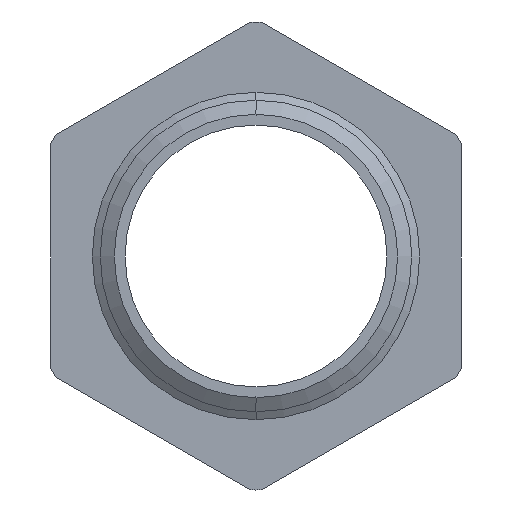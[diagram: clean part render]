
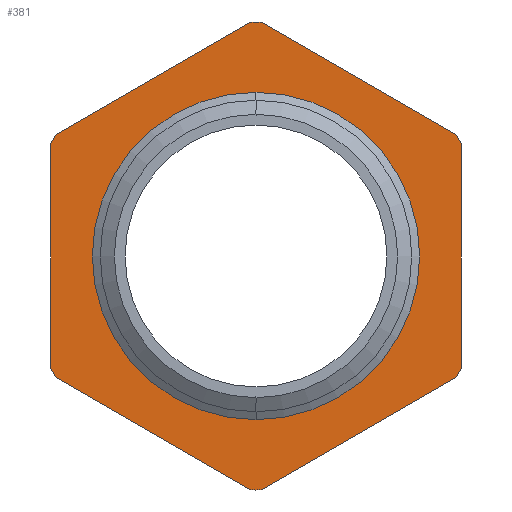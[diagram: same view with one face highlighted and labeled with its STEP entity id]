
A CAD part, front view. The second image highlights one B-rep face of the part: STEP entity #381.
In plain terms, the highlighted planar face has unit normal (0, -1, 0).
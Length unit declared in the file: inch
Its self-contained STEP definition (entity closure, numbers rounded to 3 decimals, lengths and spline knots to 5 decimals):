
#88 = VERTEX_POINT ( 'NONE', #1002 ) ;
#90 = EDGE_CURVE ( 'NONE', #91, #88, #1001, .T. ) ;
#91 = VERTEX_POINT ( 'NONE', #996 ) ;
#349 = VERTEX_POINT ( 'NONE', #1498 ) ;
#350 = EDGE_CURVE ( 'NONE', #479, #558, #1497, .T. ) ;
#351 = ORIENTED_EDGE ( 'NONE', *, *, #478, .F. ) ;
#352 = EDGE_LOOP ( 'NONE', ( #353, #357, #362, #367, #410, #416, #423, #429, #466, #471, #390, #392, #398 ) ) ;
#353 = ORIENTED_EDGE ( 'NONE', *, *, #354, .T. ) ;
#354 = EDGE_CURVE ( 'NONE', #355, #356, #1492, .T. ) ;
#355 = VERTEX_POINT ( 'NONE', #1487 ) ;
#356 = VERTEX_POINT ( 'NONE', #1549 ) ;
#357 = ORIENTED_EDGE ( 'NONE', *, *, #358, .T. ) ;
#358 = EDGE_CURVE ( 'NONE', #356, #360, #1548, .T. ) ;
#360 = VERTEX_POINT ( 'NONE', #1544 ) ;
#362 = ORIENTED_EDGE ( 'NONE', *, *, #365, .T. ) ;
#365 = EDGE_CURVE ( 'NONE', #360, #366, #1537, .T. ) ;
#366 = VERTEX_POINT ( 'NONE', #1528 ) ;
#367 = ORIENTED_EDGE ( 'NONE', *, *, #368, .T. ) ;
#368 = EDGE_CURVE ( 'NONE', #366, #369, #1527, .T. ) ;
#369 = VERTEX_POINT ( 'NONE', #1523 ) ;
#381 = ADVANCED_FACE ( 'NONE', ( #1562, #1561 ), #1560, .T. ) ;
#382 = EDGE_LOOP ( 'NONE', ( #383, #351 ) ) ;
#383 = ORIENTED_EDGE ( 'NONE', *, *, #350, .F. ) ;
#390 = ORIENTED_EDGE ( 'NONE', *, *, #90, .T. ) ;
#392 = ORIENTED_EDGE ( 'NONE', *, *, #394, .T. ) ;
#394 = EDGE_CURVE ( 'NONE', #88, #396, #1606, .T. ) ;
#396 = VERTEX_POINT ( 'NONE', #1597 ) ;
#398 = ORIENTED_EDGE ( 'NONE', *, *, #400, .T. ) ;
#400 = EDGE_CURVE ( 'NONE', #396, #355, #1595, .T. ) ;
#410 = ORIENTED_EDGE ( 'NONE', *, *, #413, .T. ) ;
#413 = EDGE_CURVE ( 'NONE', #369, #414, #1633, .T. ) ;
#414 = VERTEX_POINT ( 'NONE', #1628 ) ;
#416 = ORIENTED_EDGE ( 'NONE', *, *, #419, .T. ) ;
#419 = EDGE_CURVE ( 'NONE', #414, #420, #1621, .T. ) ;
#420 = VERTEX_POINT ( 'NONE', #1617 ) ;
#423 = ORIENTED_EDGE ( 'NONE', *, *, #425, .T. ) ;
#425 = EDGE_CURVE ( 'NONE', #420, #427, #1670, .T. ) ;
#427 = VERTEX_POINT ( 'NONE', #1665 ) ;
#429 = ORIENTED_EDGE ( 'NONE', *, *, #432, .T. ) ;
#432 = EDGE_CURVE ( 'NONE', #427, #433, #1658, .T. ) ;
#433 = VERTEX_POINT ( 'NONE', #1654 ) ;
#466 = ORIENTED_EDGE ( 'NONE', *, *, #468, .T. ) ;
#468 = EDGE_CURVE ( 'NONE', #433, #349, #1713, .T. ) ;
#471 = ORIENTED_EDGE ( 'NONE', *, *, #473, .T. ) ;
#473 = EDGE_CURVE ( 'NONE', #349, #91, #1764, .T. ) ;
#478 = EDGE_CURVE ( 'NONE', #558, #479, #1750, .T. ) ;
#479 = VERTEX_POINT ( 'NONE', #1745 ) ;
#558 = VERTEX_POINT ( 'NONE', #1909 ) ;
#996 = CARTESIAN_POINT ( 'NONE',  ( -0.01026, 0.23755, -0.45018 ) ) ;
#997 = DIRECTION ( 'NONE',  ( 0., 0., -1. ) ) ;
#998 = DIRECTION ( 'NONE',  ( 0., -1., 0. ) ) ;
#999 = CARTESIAN_POINT ( 'NONE',  ( 0., 0.23755, 0. ) ) ;
#1000 = AXIS2_PLACEMENT_3D ( 'NONE', #999, #998, #997 ) ;
#1001 = CIRCLE ( 'NONE', #1000, 0.4503 ) ;
#1002 = CARTESIAN_POINT ( 'NONE',  ( 0., 0.23755, -0.4503 ) ) ;
#1487 = CARTESIAN_POINT ( 'NONE',  ( 0.38474, 0.23755, -0.23398 ) ) ;
#1488 = DIRECTION ( 'NONE',  ( 0., 0., -1. ) ) ;
#1489 = DIRECTION ( 'NONE',  ( 0., -1., 0. ) ) ;
#1490 = CARTESIAN_POINT ( 'NONE',  ( 0., 0.23755, 0. ) ) ;
#1491 = AXIS2_PLACEMENT_3D ( 'NONE', #1490, #1489, #1488 ) ;
#1492 = CIRCLE ( 'NONE', #1491, 0.4503 ) ;
#1493 = DIRECTION ( 'NONE',  ( 0., 0., -1. ) ) ;
#1494 = DIRECTION ( 'NONE',  ( 0., -1., 0. ) ) ;
#1495 = CARTESIAN_POINT ( 'NONE',  ( 0., 0.23755, 0. ) ) ;
#1496 = AXIS2_PLACEMENT_3D ( 'NONE', #1495, #1494, #1493 ) ;
#1497 = CIRCLE ( 'NONE', #1496, 0.315 ) ;
#1498 = CARTESIAN_POINT ( 'NONE',  ( -0.38474, 0.23755, -0.23398 ) ) ;
#1523 = CARTESIAN_POINT ( 'NONE',  ( 0.01026, 0.23755, 0.45018 ) ) ;
#1524 = DIRECTION ( 'NONE',  ( -0.866, 0., 0.5 ) ) ;
#1525 = VECTOR ( 'NONE', #1524, 39.37008 ) ;
#1526 = CARTESIAN_POINT ( 'NONE',  ( 0.395, 0.23755, 0.22805 ) ) ;
#1527 = LINE ( 'NONE', #1526, #1525 ) ;
#1528 = CARTESIAN_POINT ( 'NONE',  ( 0.38474, 0.23755, 0.23398 ) ) ;
#1529 = DIRECTION ( 'NONE',  ( 0., 0., -1. ) ) ;
#1530 = DIRECTION ( 'NONE',  ( 0., -1., 0. ) ) ;
#1531 = CARTESIAN_POINT ( 'NONE',  ( 0., 0.23755, 0. ) ) ;
#1532 = AXIS2_PLACEMENT_3D ( 'NONE', #1531, #1530, #1529 ) ;
#1537 = CIRCLE ( 'NONE', #1532, 0.4503 ) ;
#1544 = CARTESIAN_POINT ( 'NONE',  ( 0.395, 0.23755, 0.21621 ) ) ;
#1545 = DIRECTION ( 'NONE',  ( 0., 0., 1. ) ) ;
#1546 = VECTOR ( 'NONE', #1545, 39.37008 ) ;
#1547 = CARTESIAN_POINT ( 'NONE',  ( 0.395, 0.23755, -0.22805 ) ) ;
#1548 = LINE ( 'NONE', #1547, #1546 ) ;
#1549 = CARTESIAN_POINT ( 'NONE',  ( 0.395, 0.23755, -0.21621 ) ) ;
#1555 = DIRECTION ( 'NONE',  ( 0., 0., -1. ) ) ;
#1556 = DIRECTION ( 'NONE',  ( 0., -1., 0. ) ) ;
#1557 = AXIS2_PLACEMENT_3D ( 'NONE', #1559, #1556, #1555 ) ;
#1559 = CARTESIAN_POINT ( 'NONE',  ( 0.315, 0.23755, 0. ) ) ;
#1560 = PLANE ( 'NONE',  #1557 ) ;
#1561 = FACE_OUTER_BOUND ( 'NONE', #352, .T. ) ;
#1562 = FACE_BOUND ( 'NONE', #382, .T. ) ;
#1592 = DIRECTION ( 'NONE',  ( 0.866, 0., 0.5 ) ) ;
#1593 = VECTOR ( 'NONE', #1592, 39.37008 ) ;
#1594 = CARTESIAN_POINT ( 'NONE',  ( 0., 0.23755, -0.45611 ) ) ;
#1595 = LINE ( 'NONE', #1594, #1593 ) ;
#1597 = CARTESIAN_POINT ( 'NONE',  ( 0.01026, 0.23755, -0.45018 ) ) ;
#1602 = DIRECTION ( 'NONE',  ( 0., 0., -1. ) ) ;
#1603 = DIRECTION ( 'NONE',  ( 0., -1., 0. ) ) ;
#1604 = CARTESIAN_POINT ( 'NONE',  ( 0., 0.23755, 0. ) ) ;
#1605 = AXIS2_PLACEMENT_3D ( 'NONE', #1604, #1603, #1602 ) ;
#1606 = CIRCLE ( 'NONE', #1605, 0.4503 ) ;
#1617 = CARTESIAN_POINT ( 'NONE',  ( -0.38474, 0.23755, 0.23398 ) ) ;
#1618 = DIRECTION ( 'NONE',  ( -0.866, 0., -0.5 ) ) ;
#1619 = VECTOR ( 'NONE', #1618, 39.37008 ) ;
#1620 = CARTESIAN_POINT ( 'NONE',  ( 0., 0.23755, 0.45611 ) ) ;
#1621 = LINE ( 'NONE', #1620, #1619 ) ;
#1628 = CARTESIAN_POINT ( 'NONE',  ( -0.01026, 0.23755, 0.45018 ) ) ;
#1629 = DIRECTION ( 'NONE',  ( 0., 0., -1. ) ) ;
#1630 = DIRECTION ( 'NONE',  ( 0., -1., 0. ) ) ;
#1631 = CARTESIAN_POINT ( 'NONE',  ( 0., 0.23755, 0. ) ) ;
#1632 = AXIS2_PLACEMENT_3D ( 'NONE', #1631, #1630, #1629 ) ;
#1633 = CIRCLE ( 'NONE', #1632, 0.4503 ) ;
#1654 = CARTESIAN_POINT ( 'NONE',  ( -0.395, 0.23755, -0.21621 ) ) ;
#1655 = DIRECTION ( 'NONE',  ( 0., 0., -1. ) ) ;
#1656 = VECTOR ( 'NONE', #1655, 39.37008 ) ;
#1657 = CARTESIAN_POINT ( 'NONE',  ( -0.395, 0.23755, 0.22805 ) ) ;
#1658 = LINE ( 'NONE', #1657, #1656 ) ;
#1665 = CARTESIAN_POINT ( 'NONE',  ( -0.395, 0.23755, 0.21621 ) ) ;
#1666 = DIRECTION ( 'NONE',  ( 0., 0., -1. ) ) ;
#1667 = DIRECTION ( 'NONE',  ( 0., -1., 0. ) ) ;
#1668 = CARTESIAN_POINT ( 'NONE',  ( 0., 0.23755, 0. ) ) ;
#1669 = AXIS2_PLACEMENT_3D ( 'NONE', #1668, #1667, #1666 ) ;
#1670 = CIRCLE ( 'NONE', #1669, 0.4503 ) ;
#1709 = DIRECTION ( 'NONE',  ( 0., 0., -1. ) ) ;
#1710 = DIRECTION ( 'NONE',  ( 0., -1., 0. ) ) ;
#1711 = CARTESIAN_POINT ( 'NONE',  ( 0., 0.23755, 0. ) ) ;
#1712 = AXIS2_PLACEMENT_3D ( 'NONE', #1711, #1710, #1709 ) ;
#1713 = CIRCLE ( 'NONE', #1712, 0.4503 ) ;
#1745 = CARTESIAN_POINT ( 'NONE',  ( 0., 0.23755, 0.315 ) ) ;
#1746 = DIRECTION ( 'NONE',  ( 0., 0., -1. ) ) ;
#1747 = DIRECTION ( 'NONE',  ( 0., -1., 0. ) ) ;
#1748 = CARTESIAN_POINT ( 'NONE',  ( 0., 0.23755, 0. ) ) ;
#1749 = AXIS2_PLACEMENT_3D ( 'NONE', #1748, #1747, #1746 ) ;
#1750 = CIRCLE ( 'NONE', #1749, 0.315 ) ;
#1761 = DIRECTION ( 'NONE',  ( 0.866, 0., -0.5 ) ) ;
#1762 = VECTOR ( 'NONE', #1761, 39.37008 ) ;
#1763 = CARTESIAN_POINT ( 'NONE',  ( -0.395, 0.23755, -0.22805 ) ) ;
#1764 = LINE ( 'NONE', #1763, #1762 ) ;
#1909 = CARTESIAN_POINT ( 'NONE',  ( 0., 0.23755, -0.315 ) ) ;
